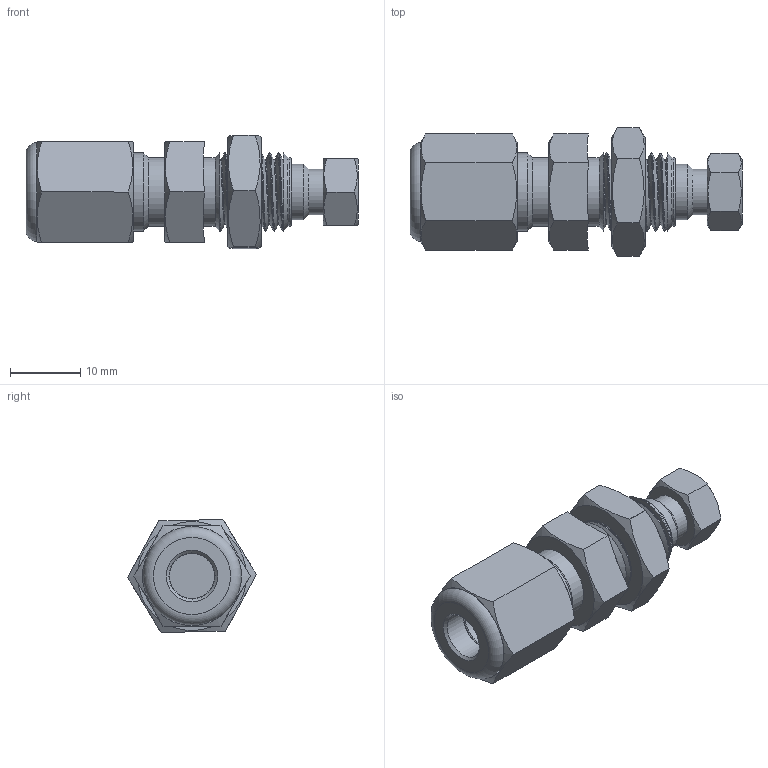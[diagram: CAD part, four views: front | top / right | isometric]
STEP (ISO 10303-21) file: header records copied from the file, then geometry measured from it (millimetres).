
FILE_DESCRIPTION((''),'2;1');
FILE_NAME('305173-EZBRU42 Bulkhead external-internal reducing union.stp','2013-08-22T17:00:10',('Franzp'),(''),'Autodesk Inventor 2013','Autodesk Inventor 2013','');
FILE_SCHEMA(('AUTOMOTIVE_DESIGN { 1 0 10303 214 1 1 1 1 }'));
Length unit declared in the file: millimetre
Products named in the file (3): a315173; 315173; 310536
Assembly tree (2 placements, depth 2):
  a315173
    315173
    310536
Bounding box: 47.21 x 18.32 x 16.08 mm (x, y, z)
Volume: 646.4 mm3; surface area: 4574.9 mm2
Topology: 1 solids, 12 shells, 82 faces, 205 edges, 129 vertices
Faces by surface type: plane 37, cone 19, cylinder 18, bspline 6, torus 2
Full cylindrical faces by diameter (mm): 3.3 x1, 6.452 x1, 6.477 x1, 6.55 x1, 7.938 x1, 9.229 x2, 9.72 x3, 9.728 x1, 11.113 x1
Entity records: 5858 total; most frequent: CARTESIAN_POINT 4022, DIRECTION 330, ORIENTED_EDGE 300, EDGE_CURVE 166, AXIS2_PLACEMENT_3D 150, EDGE_LOOP 126, VERTEX_POINT 123, FACE_OUTER_BOUND 82
